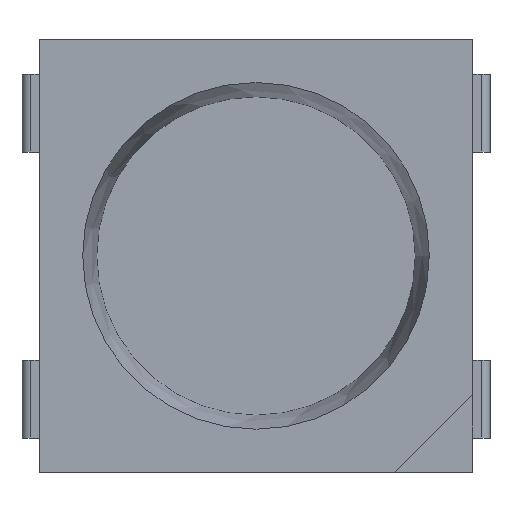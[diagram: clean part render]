
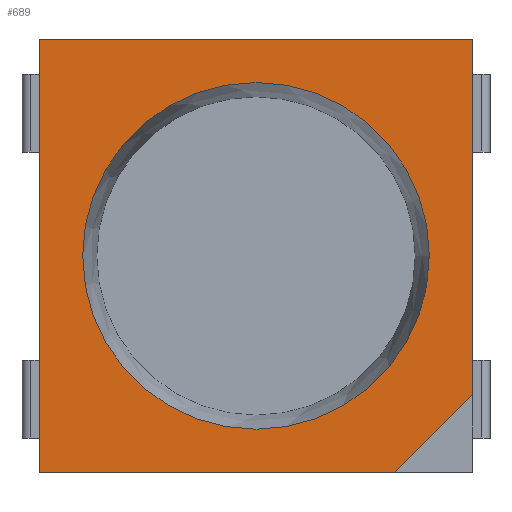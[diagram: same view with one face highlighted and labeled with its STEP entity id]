
A CAD part, top view. The second image highlights one B-rep face of the part: STEP entity #689.
In plain terms, the highlighted planar face has unit normal (0, 0, 1).
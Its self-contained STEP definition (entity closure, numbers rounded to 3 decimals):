
#341 = VERTEX_POINT('',#342);
#342 = CARTESIAN_POINT('',(-2.5,-2.5,1.57));
#382 = VERTEX_POINT('',#383);
#383 = CARTESIAN_POINT('',(-2.5,2.5,1.57));
#389 = EDGE_CURVE('',#341,#382,#390,.T.);
#390 = LINE('',#391,#392);
#391 = CARTESIAN_POINT('',(-2.5,-2.5,1.57));
#392 = VECTOR('',#393,1.);
#393 = DIRECTION('',(0.,1.,0.));
#566 = EDGE_CURVE('',#382,#567,#569,.T.);
#567 = VERTEX_POINT('',#568);
#568 = CARTESIAN_POINT('',(2.5,2.5,1.57));
#569 = LINE('',#570,#571);
#570 = CARTESIAN_POINT('',(-2.5,2.5,1.57));
#571 = VECTOR('',#572,1.);
#572 = DIRECTION('',(1.,0.,0.));
#639 = EDGE_CURVE('',#341,#640,#642,.T.);
#640 = VERTEX_POINT('',#641);
#641 = CARTESIAN_POINT('',(1.6,-2.5,1.57));
#642 = LINE('',#643,#644);
#643 = CARTESIAN_POINT('',(-2.5,-2.5,1.57));
#644 = VECTOR('',#645,1.);
#645 = DIRECTION('',(1.,0.,0.));
#689 = ADVANCED_FACE('',(#690,#709),#720,.T.);
#690 = FACE_BOUND('',#691,.T.);
#691 = EDGE_LOOP('',(#692,#693,#694,#695,#703));
#692 = ORIENTED_EDGE('',*,*,#566,.F.);
#693 = ORIENTED_EDGE('',*,*,#389,.F.);
#694 = ORIENTED_EDGE('',*,*,#639,.T.);
#695 = ORIENTED_EDGE('',*,*,#696,.T.);
#696 = EDGE_CURVE('',#640,#697,#699,.T.);
#697 = VERTEX_POINT('',#698);
#698 = CARTESIAN_POINT('',(2.5,-1.6,1.57));
#699 = LINE('',#700,#701);
#700 = CARTESIAN_POINT('',(1.6,-2.5,1.57));
#701 = VECTOR('',#702,1.);
#702 = DIRECTION('',(0.707,0.707,0.));
#703 = ORIENTED_EDGE('',*,*,#704,.T.);
#704 = EDGE_CURVE('',#697,#567,#705,.T.);
#705 = LINE('',#706,#707);
#706 = CARTESIAN_POINT('',(2.5,-2.5,1.57));
#707 = VECTOR('',#708,1.);
#708 = DIRECTION('',(0.,1.,0.));
#709 = FACE_BOUND('',#710,.T.);
#710 = EDGE_LOOP('',(#711));
#711 = ORIENTED_EDGE('',*,*,#712,.F.);
#712 = EDGE_CURVE('',#713,#713,#715,.T.);
#713 = VERTEX_POINT('',#714);
#714 = CARTESIAN_POINT('',(2.,0.,1.57));
#715 = CIRCLE('',#716,2.);
#716 = AXIS2_PLACEMENT_3D('',#717,#718,#719);
#717 = CARTESIAN_POINT('',(0.,0.,1.57)
  );
#718 = DIRECTION('',(0.,0.,1.));
#719 = DIRECTION('',(1.,0.,0.));
#720 = PLANE('',#721);
#721 = AXIS2_PLACEMENT_3D('',#722,#723,#724);
#722 = CARTESIAN_POINT('',(-2.5,-2.5,1.57));
#723 = DIRECTION('',(0.,0.,1.));
#724 = DIRECTION('',(1.,0.,0.));
